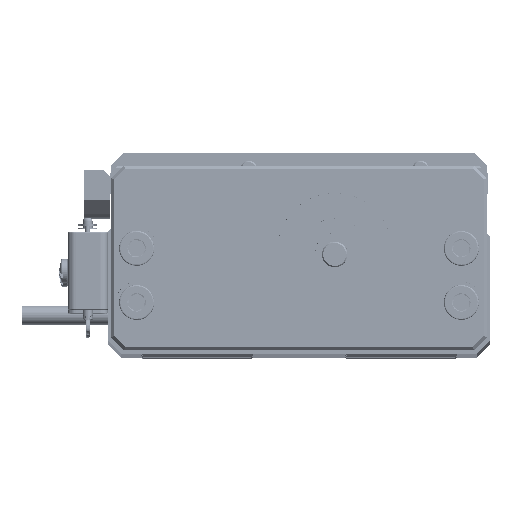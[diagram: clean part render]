
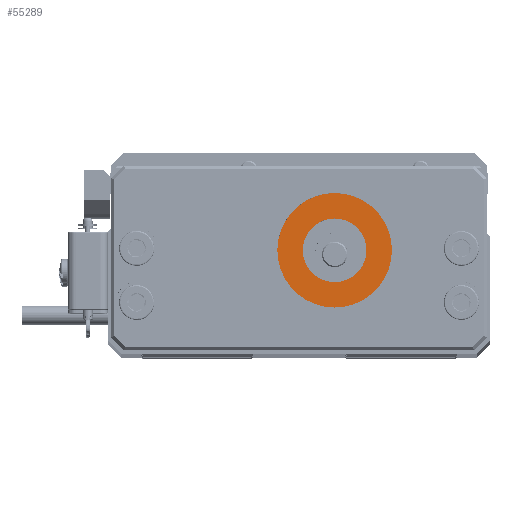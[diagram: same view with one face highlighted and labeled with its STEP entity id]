
A CAD part, top view. The second image highlights one B-rep face of the part: STEP entity #55289.
In plain terms, the highlighted planar face has unit normal (0, 0, 1).
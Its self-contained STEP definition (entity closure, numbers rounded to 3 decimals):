
#72 = CIRCLE ( 'NONE', #68114, 5. ) ;
#2718 = FACE_OUTER_BOUND ( 'NONE', #52144, .T. ) ;
#3577 = CIRCLE ( 'NONE', #48926, 9. ) ;
#3723 = CARTESIAN_POINT ( 'NONE',  ( 35.1, -13.3, 8. ) ) ;
#4940 = DIRECTION ( 'NONE',  ( 1., 0., 0. ) ) ;
#6344 = CIRCLE ( 'NONE', #24001, 9. ) ;
#6715 = EDGE_CURVE ( 'NONE', #9463, #9705, #72, .T. ) ;
#9048 = CIRCLE ( 'NONE', #37996, 5. ) ;
#9463 = VERTEX_POINT ( 'NONE', #12267 ) ;
#9705 = VERTEX_POINT ( 'NONE', #58746 ) ;
#12267 = CARTESIAN_POINT ( 'NONE',  ( 40.1, -13.3, 8. ) ) ;
#14549 = PLANE ( 'NONE',  #21139 ) ;
#14883 = DIRECTION ( 'NONE',  ( 0., 0., 1. ) ) ;
#16399 = FACE_BOUND ( 'NONE', #74550, .T. ) ;
#17792 = EDGE_CURVE ( 'NONE', #47477, #71723, #3577, .T. ) ;
#21139 = AXIS2_PLACEMENT_3D ( 'NONE', #26796, #64187, #4940 ) ;
#23365 = DIRECTION ( 'NONE',  ( 1., 0., 0. ) ) ;
#23757 = DIRECTION ( 'NONE',  ( 0., 0., -1. ) ) ;
#24001 = AXIS2_PLACEMENT_3D ( 'NONE', #69346, #14883, #27900 ) ;
#25406 = EDGE_CURVE ( 'NONE', #71723, #47477, #6344, .T. ) ;
#26796 = CARTESIAN_POINT ( 'NONE',  ( 35.1, -13.3, 8. ) ) ;
#27798 = DIRECTION ( 'NONE',  ( 0., 0., 1. ) ) ;
#27900 = DIRECTION ( 'NONE',  ( 1., 0., 0. ) ) ;
#32420 = DIRECTION ( 'NONE',  ( 1., 0., 0. ) ) ;
#33641 = EDGE_CURVE ( 'NONE', #9705, #9463, #9048, .T. ) ;
#37171 = ORIENTED_EDGE ( 'NONE', *, *, #6715, .T. ) ;
#37996 = AXIS2_PLACEMENT_3D ( 'NONE', #38700, #74291, #32420 ) ;
#38211 = CARTESIAN_POINT ( 'NONE',  ( 26.1, -13.3, 8. ) ) ;
#38700 = CARTESIAN_POINT ( 'NONE',  ( 35.1, -13.3, 8. ) ) ;
#39044 = ORIENTED_EDGE ( 'NONE', *, *, #17792, .T. ) ;
#44762 = CARTESIAN_POINT ( 'NONE',  ( 44.1, -13.3, 8. ) ) ;
#45211 = ORIENTED_EDGE ( 'NONE', *, *, #33641, .T. ) ;
#47477 = VERTEX_POINT ( 'NONE', #44762 ) ;
#48926 = AXIS2_PLACEMENT_3D ( 'NONE', #3723, #27798, #52219 ) ;
#49626 = ORIENTED_EDGE ( 'NONE', *, *, #25406, .T. ) ;
#52144 = EDGE_LOOP ( 'NONE', ( #39044, #49626 ) ) ;
#52219 = DIRECTION ( 'NONE',  ( 1., 0., 0. ) ) ;
#55289 = ADVANCED_FACE ( 'NONE', ( #2718, #16399 ), #14549, .T. ) ;
#58746 = CARTESIAN_POINT ( 'NONE',  ( 30.1, -13.3, 8. ) ) ;
#64187 = DIRECTION ( 'NONE',  ( 0., 0., 1. ) ) ;
#68114 = AXIS2_PLACEMENT_3D ( 'NONE', #77839, #23757, #23365 ) ;
#69346 = CARTESIAN_POINT ( 'NONE',  ( 35.1, -13.3, 8. ) ) ;
#71723 = VERTEX_POINT ( 'NONE', #38211 ) ;
#74291 = DIRECTION ( 'NONE',  ( 0., 0., -1. ) ) ;
#74550 = EDGE_LOOP ( 'NONE', ( #37171, #45211 ) ) ;
#77839 = CARTESIAN_POINT ( 'NONE',  ( 35.1, -13.3, 8. ) ) ;
